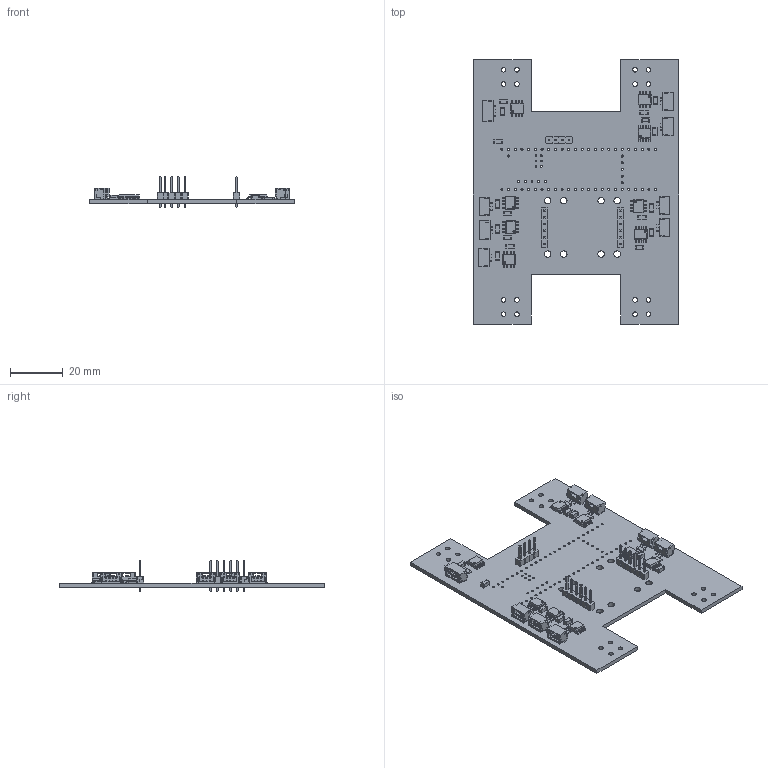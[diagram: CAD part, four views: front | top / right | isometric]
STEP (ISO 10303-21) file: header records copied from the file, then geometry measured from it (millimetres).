
FILE_DESCRIPTION(('KiCad electronic assembly'),'2;1');
FILE_NAME('Control_Board_v2.step','2024-08-08T14:22:11',('Pcbnew'),( 'Kicad'),'Open CASCADE STEP processor 7.6','KiCad to STEP converter' ,'Unknown');
FILE_SCHEMA(('AUTOMOTIVE_DESIGN { 1 0 10303 214 1 1 1 1 }'));
Length unit declared in the file: millimetre
Products named in the file (16): Control_Board_v2 1; SOIC-8_3.9x4.9mm_P1.27mm; SOLID; C_1206_3216Metric; JST_GH_SM03B-GHS-TB_1x03-1MP_P1.25mm_Horizontal; R_1206_3216Metric; PinHeader_1x04_P2.54mm_Vertical; PinHeader_1x06_P2.54mm_Vertical; JST_GH_SM04B-GHS-TB_1x04-1MP_P1.25mm_Horizontal; PCB
Assembly tree (44 placements, depth 3):
  Control_Board_v2 1
    SOIC-8_3.9x4.9mm_P1.27mm  x8
      SOLID
    C_1206_3216Metric  x9
      SOLID
    JST_GH_SM03B-GHS-TB_1x03-1MP_P1.25mm_Horizontal  x7
      SOLID
    R_1206_3216Metric  x8
      SOLID
    PinHeader_1x04_P2.54mm_Vertical
      SOLID
    PinHeader_1x06_P2.54mm_Vertical  x2
      SOLID
    JST_GH_SM04B-GHS-TB_1x04-1MP_P1.25mm_Horizontal
      SOLID
    PCB
Bounding box: 78 x 100.5 x 11.54 mm (x, y, z)
Volume: 11384 mm3; surface area: 17891.9 mm2
Topology: 37 solids, 37 shells, 3630 faces, 9665 edges, 6224 vertices
Faces by surface type: plane 2833, cylinder 541, bspline 256
Full cylindrical faces by diameter (mm): 0.6 x8, 0.7 x6, 0.75 x5, 0.8 x54, 1 x16, 1.75 x16, 2.5 x8
Entity records: 69798 total; most frequent: CARTESIAN_POINT 12213, DIRECTION 9507, LINE 6892, VECTOR 6892, ORIENTED_EDGE 5080, PCURVE 5080, DEFINITIONAL_REPRESENTATION 5080, EDGE_CURVE 2540
